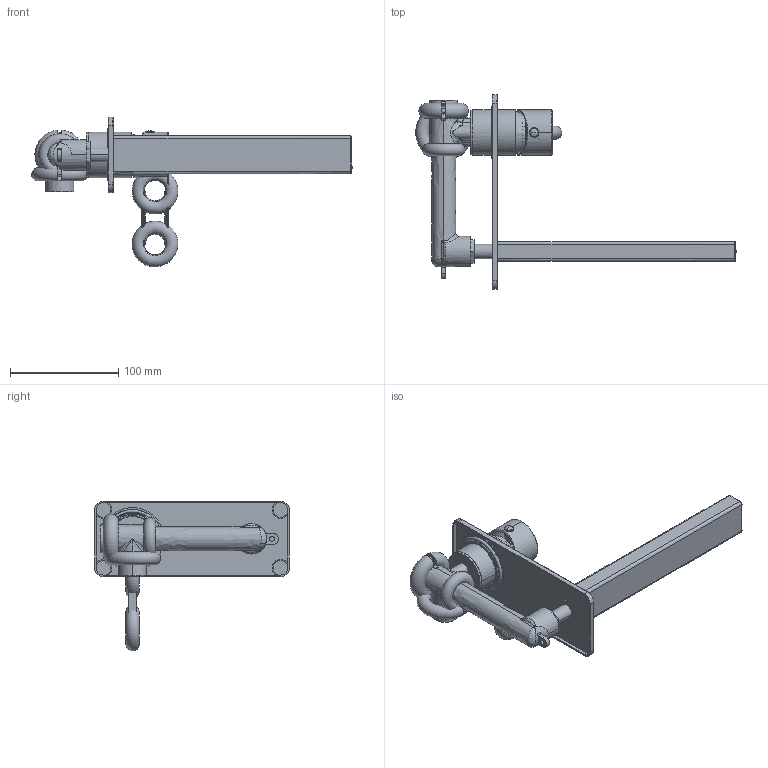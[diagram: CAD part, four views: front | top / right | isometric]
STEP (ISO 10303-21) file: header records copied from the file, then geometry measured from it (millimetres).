
FILE_DESCRIPTION((''),'2;1');
FILE_NAME('VBQ148211_ASM','2020-07-02T',('fth20'),(''),'CREO PARAMETRIC BY PTC INC, 2015480','CREO PARAMETRIC BY PTC INC, 2015480','');
FILE_SCHEMA(('CONFIG_CONTROL_DESIGN'));
Products named in the file (27): 80T14431; 8JT148211; 8J22X2A; 8J136X19A; 81T15030; 191113-BASIN-F1; 80W14418; 8MB148211_ASM; 80G148211; 8EM4X10; 8EM5X4; J10350KS00-R01; J10350KS00_ASM; 8YG16045; 7ZG16363; 80P35VBQ2; 8EM5X5; 80N81050; 80M32X08NP0-R01; 80M32X08NP0-R02; 80M32X08NP0-R03; 80M32X08NP0-R04; 80M32X08NP0-R05; 80M32X08NP0_ASM; 82T67067; 8J487X35A; VBQ148211_ASM
Assembly tree (29 placements, depth 3):
  VBQ148211_ASM
    80T14431
    8JT148211
    8J22X2A
    8J136X19A  x2
    81T15030
    8MB148211_ASM
      191113-BASIN-F1
      80W14418
    80G148211
    8EM4X10
    8EM5X4  x2
    J10350KS00_ASM
      J10350KS00-R01
    8YG16045
    7ZG16363
    80P35VBQ2
    8EM5X5
    80N81050
    80M32X08NP0_ASM
      80M32X08NP0-R01
      80M32X08NP0-R02
      80M32X08NP0-R03
      80M32X08NP0-R04
      80M32X08NP0-R05
    82T67067  x2
    8J487X35A
Bounding box: 296.48 x 180 x 138.66 mm (x, y, z)
Surface area: 210413.2 mm2 (no closed solid volume)
Topology: 0 solids, 0 shells, 2750 faces, 18962 edges, 18855 vertices
Faces by surface type: bspline 2641, torus 97, sphere 12
Entity records: 322293 total; most frequent: CARTESIAN_POINT 163838, DIRECTION 23647, TRIMMED_CURVE 20958, VECTOR 18595, LINE 18595, DEFINITIONAL_REPRESENTATION 18522, PCURVE 18522, COMPOSITE_CURVE_SEGMENT 18522
